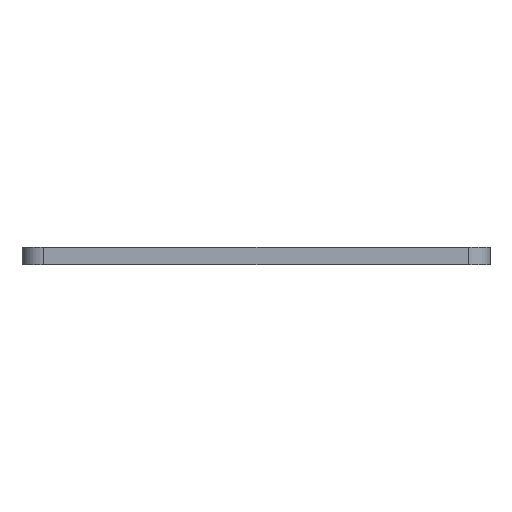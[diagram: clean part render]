
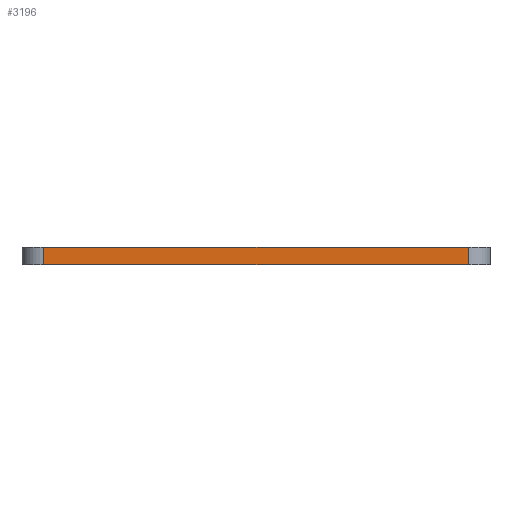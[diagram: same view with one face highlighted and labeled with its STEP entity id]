
A CAD part, left-side view. The second image highlights one B-rep face of the part: STEP entity #3196.
In plain terms, the highlighted planar face has unit normal (-1, 0, 0).
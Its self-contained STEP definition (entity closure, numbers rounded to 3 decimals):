
#84 = PLANE('',#85);
#85 = AXIS2_PLACEMENT_3D('',#86,#87,#88);
#86 = CARTESIAN_POINT('',(172.34,-106.22,1.6));
#87 = DIRECTION('',(-0.,-0.,-1.));
#88 = DIRECTION('',(-1.,0.,0.));
#143 = PLANE('',#144);
#144 = AXIS2_PLACEMENT_3D('',#145,#146,#147);
#145 = CARTESIAN_POINT('',(172.34,-106.22,0.));
#146 = DIRECTION('',(-0.,-0.,-1.));
#147 = DIRECTION('',(-1.,0.,0.));
#495 = VERTEX_POINT('',#496);
#496 = CARTESIAN_POINT('',(135.,-126.,0.));
#515 = CYLINDRICAL_SURFACE('',#516,2.);
#516 = AXIS2_PLACEMENT_3D('',#517,#518,#519);
#517 = CARTESIAN_POINT('',(137.,-126.,0.));
#518 = DIRECTION('',(-0.,-0.,-1.));
#519 = DIRECTION('',(1.,0.,-0.));
#527 = EDGE_CURVE('',#495,#528,#530,.T.);
#528 = VERTEX_POINT('',#529);
#529 = CARTESIAN_POINT('',(135.,-87.,0.));
#530 = SURFACE_CURVE('',#531,(#535,#542),.PCURVE_S1.);
#531 = LINE('',#532,#533);
#532 = CARTESIAN_POINT('',(135.,-126.,0.));
#533 = VECTOR('',#534,1.);
#534 = DIRECTION('',(0.,1.,0.));
#535 = PCURVE('',#143,#536);
#536 = DEFINITIONAL_REPRESENTATION('',(#537),#541);
#537 = LINE('',#538,#539);
#538 = CARTESIAN_POINT('',(37.34,-19.78));
#539 = VECTOR('',#540,1.);
#540 = DIRECTION('',(0.,1.));
#541 = ( GEOMETRIC_REPRESENTATION_CONTEXT(2) 
PARAMETRIC_REPRESENTATION_CONTEXT() REPRESENTATION_CONTEXT('2D SPACE',''
  ) );
#542 = PCURVE('',#543,#548);
#543 = PLANE('',#544);
#544 = AXIS2_PLACEMENT_3D('',#545,#546,#547);
#545 = CARTESIAN_POINT('',(135.,-126.,0.));
#546 = DIRECTION('',(-1.,0.,0.));
#547 = DIRECTION('',(0.,1.,0.));
#548 = DEFINITIONAL_REPRESENTATION('',(#549),#553);
#549 = LINE('',#550,#551);
#550 = CARTESIAN_POINT('',(0.,0.));
#551 = VECTOR('',#552,1.);
#552 = DIRECTION('',(1.,0.));
#553 = ( GEOMETRIC_REPRESENTATION_CONTEXT(2) 
PARAMETRIC_REPRESENTATION_CONTEXT() REPRESENTATION_CONTEXT('2D SPACE',''
  ) );
#576 = CYLINDRICAL_SURFACE('',#577,2.);
#577 = AXIS2_PLACEMENT_3D('',#578,#579,#580);
#578 = CARTESIAN_POINT('',(137.,-87.,0.));
#579 = DIRECTION('',(-0.,-0.,-1.));
#580 = DIRECTION('',(1.,0.,-0.));
#1878 = VERTEX_POINT('',#1879);
#1879 = CARTESIAN_POINT('',(135.,-126.,1.6));
#1905 = EDGE_CURVE('',#1878,#1906,#1908,.T.);
#1906 = VERTEX_POINT('',#1907);
#1907 = CARTESIAN_POINT('',(135.,-87.,1.6));
#1908 = SURFACE_CURVE('',#1909,(#1913,#1920),.PCURVE_S1.);
#1909 = LINE('',#1910,#1911);
#1910 = CARTESIAN_POINT('',(135.,-126.,1.6));
#1911 = VECTOR('',#1912,1.);
#1912 = DIRECTION('',(0.,1.,0.));
#1913 = PCURVE('',#84,#1914);
#1914 = DEFINITIONAL_REPRESENTATION('',(#1915),#1919);
#1915 = LINE('',#1916,#1917);
#1916 = CARTESIAN_POINT('',(37.34,-19.78));
#1917 = VECTOR('',#1918,1.);
#1918 = DIRECTION('',(0.,1.));
#1919 = ( GEOMETRIC_REPRESENTATION_CONTEXT(2) 
PARAMETRIC_REPRESENTATION_CONTEXT() REPRESENTATION_CONTEXT('2D SPACE',''
  ) );
#1920 = PCURVE('',#543,#1921);
#1921 = DEFINITIONAL_REPRESENTATION('',(#1922),#1926);
#1922 = LINE('',#1923,#1924);
#1923 = CARTESIAN_POINT('',(0.,-1.6));
#1924 = VECTOR('',#1925,1.);
#1925 = DIRECTION('',(1.,0.));
#1926 = ( GEOMETRIC_REPRESENTATION_CONTEXT(2) 
PARAMETRIC_REPRESENTATION_CONTEXT() REPRESENTATION_CONTEXT('2D SPACE',''
  ) );
#3148 = EDGE_CURVE('',#528,#1906,#3149,.T.);
#3149 = SURFACE_CURVE('',#3150,(#3154,#3161),.PCURVE_S1.);
#3150 = LINE('',#3151,#3152);
#3151 = CARTESIAN_POINT('',(135.,-87.,0.));
#3152 = VECTOR('',#3153,1.);
#3153 = DIRECTION('',(0.,0.,1.));
#3154 = PCURVE('',#576,#3155);
#3155 = DEFINITIONAL_REPRESENTATION('',(#3156),#3160);
#3156 = LINE('',#3157,#3158);
#3157 = CARTESIAN_POINT('',(-3.142,0.));
#3158 = VECTOR('',#3159,1.);
#3159 = DIRECTION('',(-0.,-1.));
#3160 = ( GEOMETRIC_REPRESENTATION_CONTEXT(2) 
PARAMETRIC_REPRESENTATION_CONTEXT() REPRESENTATION_CONTEXT('2D SPACE',''
  ) );
#3161 = PCURVE('',#543,#3162);
#3162 = DEFINITIONAL_REPRESENTATION('',(#3163),#3167);
#3163 = LINE('',#3164,#3165);
#3164 = CARTESIAN_POINT('',(39.,0.));
#3165 = VECTOR('',#3166,1.);
#3166 = DIRECTION('',(0.,-1.));
#3167 = ( GEOMETRIC_REPRESENTATION_CONTEXT(2) 
PARAMETRIC_REPRESENTATION_CONTEXT() REPRESENTATION_CONTEXT('2D SPACE',''
  ) );
#3196 = ADVANCED_FACE('',(#3197),#543,.T.);
#3197 = FACE_BOUND('',#3198,.T.);
#3198 = EDGE_LOOP('',(#3199,#3220,#3221,#3222));
#3199 = ORIENTED_EDGE('',*,*,#3200,.T.);
#3200 = EDGE_CURVE('',#495,#1878,#3201,.T.);
#3201 = SURFACE_CURVE('',#3202,(#3206,#3213),.PCURVE_S1.);
#3202 = LINE('',#3203,#3204);
#3203 = CARTESIAN_POINT('',(135.,-126.,0.));
#3204 = VECTOR('',#3205,1.);
#3205 = DIRECTION('',(0.,0.,1.));
#3206 = PCURVE('',#543,#3207);
#3207 = DEFINITIONAL_REPRESENTATION('',(#3208),#3212);
#3208 = LINE('',#3209,#3210);
#3209 = CARTESIAN_POINT('',(0.,0.));
#3210 = VECTOR('',#3211,1.);
#3211 = DIRECTION('',(0.,-1.));
#3212 = ( GEOMETRIC_REPRESENTATION_CONTEXT(2) 
PARAMETRIC_REPRESENTATION_CONTEXT() REPRESENTATION_CONTEXT('2D SPACE',''
  ) );
#3213 = PCURVE('',#515,#3214);
#3214 = DEFINITIONAL_REPRESENTATION('',(#3215),#3219);
#3215 = LINE('',#3216,#3217);
#3216 = CARTESIAN_POINT('',(-3.142,0.));
#3217 = VECTOR('',#3218,1.);
#3218 = DIRECTION('',(-0.,-1.));
#3219 = ( GEOMETRIC_REPRESENTATION_CONTEXT(2) 
PARAMETRIC_REPRESENTATION_CONTEXT() REPRESENTATION_CONTEXT('2D SPACE',''
  ) );
#3220 = ORIENTED_EDGE('',*,*,#1905,.T.);
#3221 = ORIENTED_EDGE('',*,*,#3148,.F.);
#3222 = ORIENTED_EDGE('',*,*,#527,.F.);
